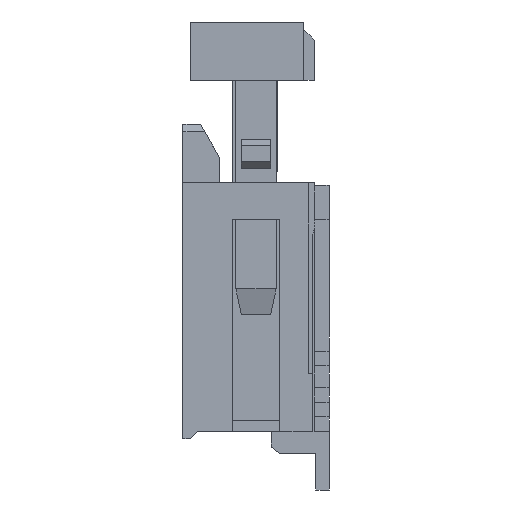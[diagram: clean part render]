
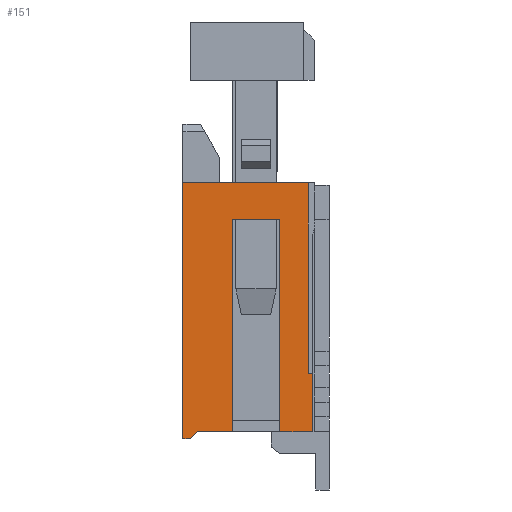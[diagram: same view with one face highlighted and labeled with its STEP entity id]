
A CAD part, left-side view. The second image highlights one B-rep face of the part: STEP entity #151.
In plain terms, the highlighted planar face has unit normal (-1, 0, 0).
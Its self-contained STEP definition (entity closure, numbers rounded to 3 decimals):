
#151=ADVANCED_FACE('',(#723),#724,.T.);
#723=FACE_OUTER_BOUND('',#1752,.T.);
#724=PLANE('',#1753);
#1752=EDGE_LOOP('',(#2941,#2942,#2943,#2944,#2945,#2946,#2947,#2948,#2949,#2950,#2951,#2952));
#1753=AXIS2_PLACEMENT_3D('',#2953,#2954,#2955);
#2941=ORIENTED_EDGE('',*,*,#7402,.T.);
#2942=ORIENTED_EDGE('',*,*,#7403,.F.);
#2943=ORIENTED_EDGE('',*,*,#7404,.F.);
#2944=ORIENTED_EDGE('',*,*,#7405,.F.);
#2945=ORIENTED_EDGE('',*,*,#7395,.T.);
#2946=ORIENTED_EDGE('',*,*,#7401,.T.);
#2947=ORIENTED_EDGE('',*,*,#7406,.F.);
#2948=ORIENTED_EDGE('',*,*,#7407,.T.);
#2949=ORIENTED_EDGE('',*,*,#7408,.F.);
#2950=ORIENTED_EDGE('',*,*,#7409,.F.);
#2951=ORIENTED_EDGE('',*,*,#7410,.F.);
#2952=ORIENTED_EDGE('',*,*,#7411,.T.);
#2953=CARTESIAN_POINT('',(-4.65,2.0,0.0));
#2954=DIRECTION('',(-1.0,0.0,0.0));
#2955=DIRECTION('',(0.0,0.0,1.0));
#7395=EDGE_CURVE('',#9068,#9069,#9070,.T.);
#7401=EDGE_CURVE('',#9069,#9078,#9080,.T.);
#7402=EDGE_CURVE('',#9081,#9082,#9083,.T.);
#7403=EDGE_CURVE('',#9084,#9082,#9085,.T.);
#7404=EDGE_CURVE('',#9086,#9084,#9087,.T.);
#7405=EDGE_CURVE('',#9068,#9086,#9088,.T.);
#7406=EDGE_CURVE('',#9089,#9078,#9090,.T.);
#7407=EDGE_CURVE('',#9089,#9091,#9092,.T.);
#7408=EDGE_CURVE('',#9093,#9091,#9094,.T.);
#7409=EDGE_CURVE('',#9095,#9093,#9096,.T.);
#7410=EDGE_CURVE('',#9097,#9095,#9098,.T.);
#7411=EDGE_CURVE('',#9097,#9081,#9099,.T.);
#9068=VERTEX_POINT('',#11606);
#9069=VERTEX_POINT('',#11607);
#9070=LINE('',#11608,#11609);
#9078=VERTEX_POINT('',#11621);
#9080=LINE('',#11624,#11625);
#9081=VERTEX_POINT('',#11626);
#9082=VERTEX_POINT('',#11627);
#9083=LINE('',#11628,#11629);
#9084=VERTEX_POINT('',#11630);
#9085=LINE('',#11631,#11632);
#9086=VERTEX_POINT('',#11633);
#9087=LINE('',#11634,#11635);
#9088=LINE('',#11636,#11637);
#9089=VERTEX_POINT('',#11638);
#9090=LINE('',#11639,#11640);
#9091=VERTEX_POINT('',#11641);
#9092=LINE('',#11642,#11643);
#9093=VERTEX_POINT('',#11644);
#9094=LINE('',#11645,#11646);
#9095=VERTEX_POINT('',#11647);
#9096=LINE('',#11648,#11649);
#9097=VERTEX_POINT('',#11650);
#9098=LINE('',#11651,#11652);
#9099=LINE('',#11653,#11654);
#11606=CARTESIAN_POINT('',(-4.65,2.0,0.0));
#11607=CARTESIAN_POINT('',(-4.65,1.9,0.0));
#11608=CARTESIAN_POINT('',(-4.65,2.0,0.0));
#11609=VECTOR('',#15362,0.1);
#11621=CARTESIAN_POINT('',(-4.65,1.8,0.1));
#11624=CARTESIAN_POINT('',(-4.65,1.9,0.0));
#11625=VECTOR('',#15368,0.141);
#11626=CARTESIAN_POINT('',(-4.65,0.229,0.894));
#11627=CARTESIAN_POINT('',(-4.65,0.286,0.894));
#11628=CARTESIAN_POINT('',(-4.65,0.229,0.894));
#11629=VECTOR('',#15369,0.057);
#11630=CARTESIAN_POINT('',(-4.65,0.286,3.5));
#11631=CARTESIAN_POINT('',(-4.65,0.286,3.5));
#11632=VECTOR('',#15370,2.606);
#11633=CARTESIAN_POINT('',(-4.65,2.0,3.5));
#11634=CARTESIAN_POINT('',(-4.65,2.0,3.5));
#11635=VECTOR('',#15371,1.714);
#11636=CARTESIAN_POINT('',(-4.65,2.0,0.0));
#11637=VECTOR('',#15372,3.5);
#11638=CARTESIAN_POINT('',(-4.65,1.325,0.1));
#11639=CARTESIAN_POINT('',(-4.65,1.325,0.1));
#11640=VECTOR('',#15373,0.475);
#11641=CARTESIAN_POINT('',(-4.65,1.325,3.0));
#11642=CARTESIAN_POINT('',(-4.65,1.325,0.1));
#11643=VECTOR('',#15374,2.9);
#11644=CARTESIAN_POINT('',(-4.65,0.675,3.0));
#11645=CARTESIAN_POINT('',(-4.65,0.675,3.0));
#11646=VECTOR('',#15375,0.65);
#11647=CARTESIAN_POINT('',(-4.65,0.675,0.1));
#11648=CARTESIAN_POINT('',(-4.65,0.675,0.1));
#11649=VECTOR('',#15376,2.9);
#11650=CARTESIAN_POINT('',(-4.65,0.229,0.1));
#11651=CARTESIAN_POINT('',(-4.65,0.229,0.1));
#11652=VECTOR('',#15377,0.446);
#11653=CARTESIAN_POINT('',(-4.65,0.229,0.1));
#11654=VECTOR('',#15378,0.794);
#15362=DIRECTION('',(0.0,-1.0,0.0));
#15368=DIRECTION('',(0.0,-0.707,0.707));
#15369=DIRECTION('',(0.0,1.0,0.0));
#15370=DIRECTION('',(0.0,0.0,-1.0));
#15371=DIRECTION('',(0.0,-1.0,0.0));
#15372=DIRECTION('',(0.0,0.0,1.0));
#15373=DIRECTION('',(0.0,1.0,0.0));
#15374=DIRECTION('',(0.0,0.0,1.0));
#15375=DIRECTION('',(0.0,1.0,0.0));
#15376=DIRECTION('',(0.0,0.0,1.0));
#15377=DIRECTION('',(0.0,1.0,0.0));
#15378=DIRECTION('',(0.0,0.0,1.0));
